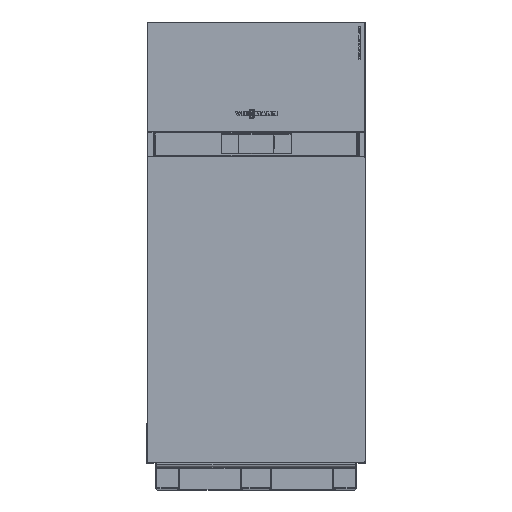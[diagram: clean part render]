
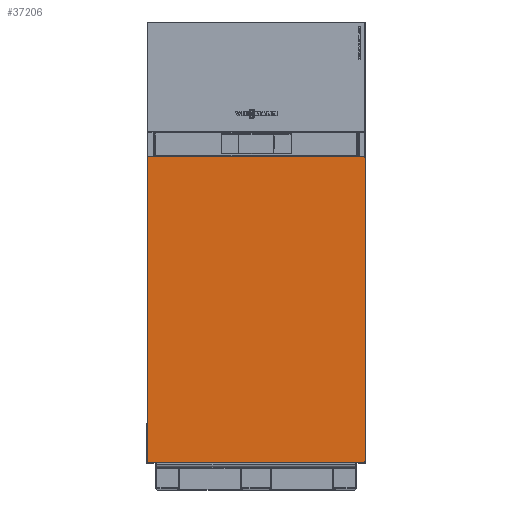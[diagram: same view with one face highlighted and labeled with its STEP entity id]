
A CAD part, top view. The second image highlights one B-rep face of the part: STEP entity #37206.
In plain terms, the highlighted planar face has unit normal (0, 0, 1).
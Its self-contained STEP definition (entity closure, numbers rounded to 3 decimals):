
#700=PLANE('',#39852);
#1750=FACE_OUTER_BOUND('',#3205,.T.);
#3205=EDGE_LOOP('',(#29515,#29516,#29517,#29518,#29519,#29520,#29521,#29522));
#7796=LINE('',#57712,#12138);
#7835=LINE('',#57892,#12177);
#7836=LINE('',#57894,#12178);
#7837=LINE('',#57896,#12179);
#7838=LINE('',#57898,#12180);
#7839=LINE('',#57899,#12181);
#7840=LINE('',#57901,#12182);
#7841=LINE('',#57902,#12183);
#12138=VECTOR('',#46119,0.039);
#12177=VECTOR('',#46270,0.039);
#12178=VECTOR('',#46271,0.039);
#12179=VECTOR('',#46272,0.039);
#12180=VECTOR('',#46273,0.039);
#12181=VECTOR('',#46274,0.039);
#12182=VECTOR('',#46275,0.039);
#12183=VECTOR('',#46276,0.039);
#16775=VERTEX_POINT('',#57709);
#16776=VERTEX_POINT('',#57711);
#16826=VERTEX_POINT('',#57890);
#16827=VERTEX_POINT('',#57891);
#16828=VERTEX_POINT('',#57893);
#16829=VERTEX_POINT('',#57895);
#16830=VERTEX_POINT('',#57897);
#16831=VERTEX_POINT('',#57900);
#22241=EDGE_CURVE('',#16776,#16775,#7796,.T.);
#22320=EDGE_CURVE('',#16826,#16827,#7835,.T.);
#22321=EDGE_CURVE('',#16826,#16828,#7836,.T.);
#22322=EDGE_CURVE('',#16829,#16828,#7837,.T.);
#22323=EDGE_CURVE('',#16830,#16829,#7838,.T.);
#22324=EDGE_CURVE('',#16776,#16830,#7839,.T.);
#22325=EDGE_CURVE('',#16831,#16775,#7840,.T.);
#22326=EDGE_CURVE('',#16827,#16831,#7841,.T.);
#29515=ORIENTED_EDGE('',*,*,#22320,.F.);
#29516=ORIENTED_EDGE('',*,*,#22321,.T.);
#29517=ORIENTED_EDGE('',*,*,#22322,.F.);
#29518=ORIENTED_EDGE('',*,*,#22323,.F.);
#29519=ORIENTED_EDGE('',*,*,#22324,.F.);
#29520=ORIENTED_EDGE('',*,*,#22241,.T.);
#29521=ORIENTED_EDGE('',*,*,#22325,.F.);
#29522=ORIENTED_EDGE('',*,*,#22326,.F.);
#37206=ADVANCED_FACE('',(#1750),#700,.T.);
#39852=AXIS2_PLACEMENT_3D('',#57889,#46268,#46269);
#46119=DIRECTION('',(0.,-1.,0.));
#46268=DIRECTION('center_axis',(0.,0.,
1.));
#46269=DIRECTION('ref_axis',(1.,0.,0.));
#46270=DIRECTION('',(-1.,0.,0.));
#46271=DIRECTION('',(0.,1.,0.));
#46272=DIRECTION('',(1.,0.,0.));
#46273=DIRECTION('',(1.,0.,0.));
#46274=DIRECTION('',(1.,0.,0.));
#46275=DIRECTION('',(-1.,0.,0.));
#46276=DIRECTION('',(-1.,0.,0.));
#57709=CARTESIAN_POINT('',(-19.513,4.803,0.));
#57711=CARTESIAN_POINT('',(-19.513,59.725,0.));
#57712=CARTESIAN_POINT('',(-19.513,59.764,0.));
#57889=CARTESIAN_POINT('Origin',(19.581,4.764,0.));
#57890=CARTESIAN_POINT('',(19.542,4.803,0.));
#57891=CARTESIAN_POINT('',(19.542,4.803,0.));
#57892=CARTESIAN_POINT('',(-19.513,4.803,0.));
#57893=CARTESIAN_POINT('',(19.542,59.725,0.));
#57894=CARTESIAN_POINT('',(19.542,4.764,0.));
#57895=CARTESIAN_POINT('',(19.542,59.725,0.));
#57896=CARTESIAN_POINT('',(19.542,59.725,0.));
#57897=CARTESIAN_POINT('',(-19.513,59.725,0.));
#57898=CARTESIAN_POINT('',(-19.513,59.725,0.));
#57899=CARTESIAN_POINT('',(19.542,59.725,0.));
#57900=CARTESIAN_POINT('',(-19.513,4.803,0.));
#57901=CARTESIAN_POINT('',(-19.513,4.803,0.));
#57902=CARTESIAN_POINT('',(19.542,4.803,0.));
